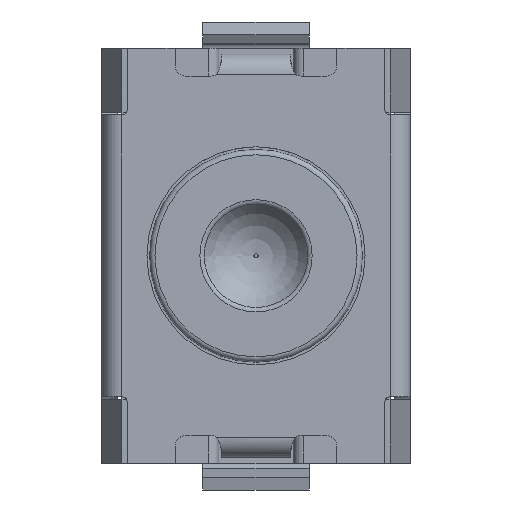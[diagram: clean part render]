
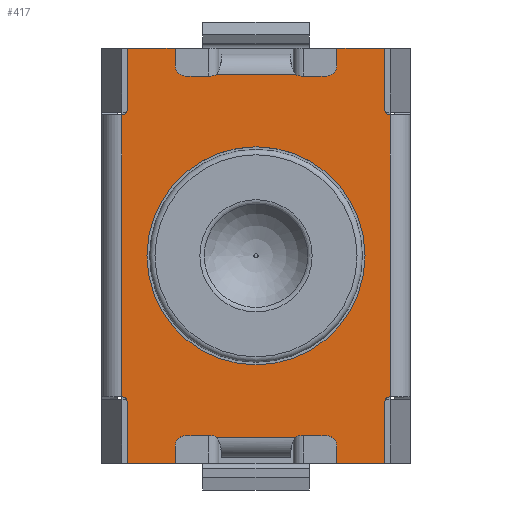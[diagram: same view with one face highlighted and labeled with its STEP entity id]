
A CAD part, top view. The second image highlights one B-rep face of the part: STEP entity #417.
In plain terms, the highlighted planar face has unit normal (0, 0, 1).
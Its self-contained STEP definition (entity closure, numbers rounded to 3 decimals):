
#417=ADVANCED_FACE('',(#2912,#2914),#2916,.T.);
#2912=FACE_BOUND('',#2913,.T.);
#2913=EDGE_LOOP('',(#4914,#4915,#4916,#4917,#4918,#4919,#4920,#4921,#4922,#4923,
#4924,#4925,#4926,#4927,#4928,#4929,#4930,#4931,#4932,#4933,#4934,#4935,#4936,#4937,
#4938,#4939,#4940,#4941,#4942,#4943,#4944,#4945));
#2914=FACE_BOUND('',#2915,.T.);
#2915=EDGE_LOOP('',(#4946));
#2916=PLANE('',#2917);
#2917=AXIS2_PLACEMENT_3D('',#2918,#2919,#2920);
#2918=CARTESIAN_POINT('',(0.,0.,1.5));
#2919=DIRECTION('',(0.,0.,1.));
#2920=DIRECTION('',(1.,0.,0.));
#4914=ORIENTED_EDGE('',*,*,#6291,.T.);
#4915=ORIENTED_EDGE('',*,*,#6217,.T.);
#4916=ORIENTED_EDGE('',*,*,#6219,.T.);
#4917=ORIENTED_EDGE('',*,*,#6221,.T.);
#4918=ORIENTED_EDGE('',*,*,#6223,.T.);
#4919=ORIENTED_EDGE('',*,*,#6225,.T.);
#4920=ORIENTED_EDGE('',*,*,#6227,.T.);
#4921=ORIENTED_EDGE('',*,*,#6229,.T.);
#4922=ORIENTED_EDGE('',*,*,#6292,.T.);
#4923=ORIENTED_EDGE('',*,*,#6234,.T.);
#4924=ORIENTED_EDGE('',*,*,#6237,.T.);
#4925=ORIENTED_EDGE('',*,*,#6239,.T.);
#4926=ORIENTED_EDGE('',*,*,#6241,.T.);
#4927=ORIENTED_EDGE('',*,*,#6243,.T.);
#4928=ORIENTED_EDGE('',*,*,#6245,.T.);
#4929=ORIENTED_EDGE('',*,*,#6247,.T.);
#4930=ORIENTED_EDGE('',*,*,#6293,.T.);
#4931=ORIENTED_EDGE('',*,*,#6255,.T.);
#4932=ORIENTED_EDGE('',*,*,#6257,.T.);
#4933=ORIENTED_EDGE('',*,*,#6259,.T.);
#4934=ORIENTED_EDGE('',*,*,#6261,.T.);
#4935=ORIENTED_EDGE('',*,*,#6263,.T.);
#4936=ORIENTED_EDGE('',*,*,#6265,.T.);
#4937=ORIENTED_EDGE('',*,*,#6267,.T.);
#4938=ORIENTED_EDGE('',*,*,#6294,.F.);
#4939=ORIENTED_EDGE('',*,*,#6272,.T.);
#4940=ORIENTED_EDGE('',*,*,#6275,.T.);
#4941=ORIENTED_EDGE('',*,*,#6277,.T.);
#4942=ORIENTED_EDGE('',*,*,#6279,.T.);
#4943=ORIENTED_EDGE('',*,*,#6281,.T.);
#4944=ORIENTED_EDGE('',*,*,#6283,.T.);
#4945=ORIENTED_EDGE('',*,*,#6285,.T.);
#4946=ORIENTED_EDGE('',*,*,#6214,.T.);
#6214=EDGE_CURVE('',#6983,#6983,#6984,.F.);
#6217=EDGE_CURVE('',#6985,#6987,#6989,.T.);
#6219=EDGE_CURVE('',#6987,#6990,#6992,.T.);
#6221=EDGE_CURVE('',#6990,#6993,#6995,.T.);
#6223=EDGE_CURVE('',#6993,#6996,#6998,.T.);
#6225=EDGE_CURVE('',#6996,#6999,#7001,.T.);
#6227=EDGE_CURVE('',#6999,#7002,#7004,.T.);
#6229=EDGE_CURVE('',#7002,#7005,#7007,.T.);
#6234=EDGE_CURVE('',#7015,#7013,#7016,.T.);
#6237=EDGE_CURVE('',#7013,#7018,#7020,.T.);
#6239=EDGE_CURVE('',#7018,#7021,#7023,.T.);
#6241=EDGE_CURVE('',#7021,#7024,#7026,.T.);
#6243=EDGE_CURVE('',#7024,#7027,#7029,.T.);
#6245=EDGE_CURVE('',#7027,#7030,#7032,.T.);
#6247=EDGE_CURVE('',#7030,#7033,#7035,.T.);
#6255=EDGE_CURVE('',#7045,#7047,#7049,.T.);
#6257=EDGE_CURVE('',#7047,#7050,#7052,.T.);
#6259=EDGE_CURVE('',#7050,#7053,#7055,.T.);
#6261=EDGE_CURVE('',#7053,#7056,#7058,.T.);
#6263=EDGE_CURVE('',#7056,#7059,#7061,.T.);
#6265=EDGE_CURVE('',#7059,#7062,#7064,.T.);
#6267=EDGE_CURVE('',#7062,#7065,#7067,.T.);
#6272=EDGE_CURVE('',#7075,#7073,#7076,.T.);
#6275=EDGE_CURVE('',#7073,#7078,#7080,.T.);
#6277=EDGE_CURVE('',#7078,#7081,#7083,.T.);
#6279=EDGE_CURVE('',#7081,#7084,#7086,.T.);
#6281=EDGE_CURVE('',#7084,#7087,#7089,.T.);
#6283=EDGE_CURVE('',#7087,#7090,#7092,.T.);
#6285=EDGE_CURVE('',#7090,#7093,#7095,.T.);
#6291=EDGE_CURVE('',#7093,#6985,#7105,.T.);
#6292=EDGE_CURVE('',#7005,#7015,#7106,.T.);
#6293=EDGE_CURVE('',#7033,#7045,#7107,.T.);
#6294=EDGE_CURVE('',#7075,#7065,#7108,.T.);
#6983=VERTEX_POINT('',#8290);
#6984=CIRCLE('',#8291,1.025);
#6985=VERTEX_POINT('',#8295);
#6987=VERTEX_POINT('',#8299);
#6989=CIRCLE('',#8303,0.1);
#6990=VERTEX_POINT('',#8307);
#6992=LINE('',#8311,#8312);
#6993=VERTEX_POINT('',#8314);
#6995=CIRCLE('',#8318,0.1);
#6996=VERTEX_POINT('',#8322);
#6998=LINE('',#8326,#8327);
#6999=VERTEX_POINT('',#8329);
#7001=LINE('',#8333,#8334);
#7002=VERTEX_POINT('',#8336);
#7004=LINE('',#8340,#8341);
#7005=VERTEX_POINT('',#8343);
#7007=CIRCLE('',#8347,0.05);
#7013=VERTEX_POINT('',#8364);
#7015=VERTEX_POINT('',#8368);
#7016=CIRCLE('',#8369,0.05);
#7018=VERTEX_POINT('',#8376);
#7020=LINE('',#8380,#8381);
#7021=VERTEX_POINT('',#8383);
#7023=LINE('',#8387,#8388);
#7024=VERTEX_POINT('',#8390);
#7026=LINE('',#8394,#8395);
#7027=VERTEX_POINT('',#8397);
#7029=CIRCLE('',#8401,0.1);
#7030=VERTEX_POINT('',#8405);
#7032=LINE('',#8409,#8410);
#7033=VERTEX_POINT('',#8412);
#7035=CIRCLE('',#8416,0.1);
#7045=VERTEX_POINT('',#8447);
#7047=VERTEX_POINT('',#8451);
#7049=CIRCLE('',#8455,0.1);
#7050=VERTEX_POINT('',#8459);
#7052=LINE('',#8463,#8464);
#7053=VERTEX_POINT('',#8466);
#7055=CIRCLE('',#8470,0.1);
#7056=VERTEX_POINT('',#8474);
#7058=LINE('',#8478,#8479);
#7059=VERTEX_POINT('',#8481);
#7061=LINE('',#8485,#8486);
#7062=VERTEX_POINT('',#8488);
#7064=LINE('',#8492,#8493);
#7065=VERTEX_POINT('',#8495);
#7067=CIRCLE('',#8499,0.05);
#7073=VERTEX_POINT('',#8516);
#7075=VERTEX_POINT('',#8520);
#7076=CIRCLE('',#8521,0.05);
#7078=VERTEX_POINT('',#8528);
#7080=LINE('',#8532,#8533);
#7081=VERTEX_POINT('',#8535);
#7083=LINE('',#8539,#8540);
#7084=VERTEX_POINT('',#8542);
#7086=LINE('',#8546,#8547);
#7087=VERTEX_POINT('',#8549);
#7089=CIRCLE('',#8553,0.1);
#7090=VERTEX_POINT('',#8557);
#7092=LINE('',#8561,#8562);
#7093=VERTEX_POINT('',#8564);
#7095=CIRCLE('',#8568,0.1);
#7105=LINE('',#8599,#8600);
#7106=LINE('',#8602,#8603);
#7107=LINE('',#8605,#8606);
#7108=LINE('',#8608,#8609);
#8290=CARTESIAN_POINT('',(1.025,0.,1.5));
#8291=AXIS2_PLACEMENT_3D('',#8292,#8293,#8294);
#8292=CARTESIAN_POINT('',(0.,0.,1.5));
#8293=DIRECTION('',(0.,0.,1.));
#8294=DIRECTION('',(1.,0.,0.));
#8295=CARTESIAN_POINT('',(-0.372,1.705,1.5));
#8299=CARTESIAN_POINT('',(-0.425,1.69,1.5));
#8303=AXIS2_PLACEMENT_3D('',#8304,#8305,#8306);
#8304=CARTESIAN_POINT('',(-0.425,1.79,1.5));
#8305=DIRECTION('',(0.,0.,-1.));
#8306=DIRECTION('',(0.527,-0.85,0.));
#8307=CARTESIAN_POINT('',(-0.66,1.69,1.5));
#8311=CARTESIAN_POINT('',(-0.425,1.69,1.5));
#8312=VECTOR('',#8313,1.);
#8313=DIRECTION('',(-1.,0.,0.));
#8314=CARTESIAN_POINT('',(-0.76,1.79,1.5));
#8318=AXIS2_PLACEMENT_3D('',#8319,#8320,#8321);
#8319=CARTESIAN_POINT('',(-0.66,1.79,1.5));
#8320=DIRECTION('',(0.,0.,-1.));
#8321=DIRECTION('',(0.,-1.,0.));
#8322=CARTESIAN_POINT('',(-0.76,1.95,1.5));
#8326=CARTESIAN_POINT('',(-0.76,1.79,1.5));
#8327=VECTOR('',#8328,1.);
#8328=DIRECTION('',(0.,1.,0.));
#8329=CARTESIAN_POINT('',(-1.21,1.95,1.5));
#8333=CARTESIAN_POINT('',(-0.76,1.95,1.5));
#8334=VECTOR('',#8335,1.);
#8335=DIRECTION('',(-1.,0.,0.));
#8336=CARTESIAN_POINT('',(-1.21,1.375,1.5));
#8340=CARTESIAN_POINT('',(-1.21,1.95,1.5));
#8341=VECTOR('',#8342,1.);
#8342=DIRECTION('',(0.,-1.,0.));
#8343=CARTESIAN_POINT('',(-1.26,1.325,1.5));
#8347=AXIS2_PLACEMENT_3D('',#8348,#8349,#8350);
#8348=CARTESIAN_POINT('',(-1.26,1.375,1.5));
#8349=DIRECTION('',(0.,0.,-1.));
#8350=DIRECTION('',(1.,0.,0.));
#8364=CARTESIAN_POINT('',(-1.21,-1.375,1.5));
#8368=CARTESIAN_POINT('',(-1.26,-1.325,1.5));
#8369=AXIS2_PLACEMENT_3D('',#8370,#8371,#8372);
#8370=CARTESIAN_POINT('',(-1.26,-1.375,1.5));
#8371=DIRECTION('',(0.,0.,-1.));
#8372=DIRECTION('',(0.,1.,0.));
#8376=CARTESIAN_POINT('',(-1.21,-1.95,1.5));
#8380=CARTESIAN_POINT('',(-1.21,-1.375,1.5));
#8381=VECTOR('',#8382,1.);
#8382=DIRECTION('',(0.,-1.,0.));
#8383=CARTESIAN_POINT('',(-0.76,-1.95,1.5));
#8387=CARTESIAN_POINT('',(-1.21,-1.95,1.5));
#8388=VECTOR('',#8389,1.);
#8389=DIRECTION('',(1.,0.,0.));
#8390=CARTESIAN_POINT('',(-0.76,-1.79,1.5));
#8394=CARTESIAN_POINT('',(-0.76,-1.95,1.5));
#8395=VECTOR('',#8396,1.);
#8396=DIRECTION('',(0.,1.,0.));
#8397=CARTESIAN_POINT('',(-0.66,-1.69,1.5));
#8401=AXIS2_PLACEMENT_3D('',#8402,#8403,#8404);
#8402=CARTESIAN_POINT('',(-0.66,-1.79,1.5));
#8403=DIRECTION('',(0.,0.,-1.));
#8404=DIRECTION('',(-1.,0.,0.));
#8405=CARTESIAN_POINT('',(-0.425,-1.69,1.5));
#8409=CARTESIAN_POINT('',(-0.66,-1.69,1.5));
#8410=VECTOR('',#8411,1.);
#8411=DIRECTION('',(1.,0.,0.));
#8412=CARTESIAN_POINT('',(-0.372,-1.705,1.5));
#8416=AXIS2_PLACEMENT_3D('',#8417,#8418,#8419);
#8417=CARTESIAN_POINT('',(-0.425,-1.79,1.5));
#8418=DIRECTION('',(0.,0.,-1.));
#8419=DIRECTION('',(0.,1.,0.));
#8447=CARTESIAN_POINT('',(0.372,-1.705,1.5));
#8451=CARTESIAN_POINT('',(0.425,-1.69,1.5));
#8455=AXIS2_PLACEMENT_3D('',#8456,#8457,#8458);
#8456=CARTESIAN_POINT('',(0.425,-1.79,1.5));
#8457=DIRECTION('',(0.,0.,-1.));
#8458=DIRECTION('',(-0.527,0.85,0.));
#8459=CARTESIAN_POINT('',(0.66,-1.69,1.5));
#8463=CARTESIAN_POINT('',(0.425,-1.69,1.5));
#8464=VECTOR('',#8465,1.);
#8465=DIRECTION('',(1.,0.,0.));
#8466=CARTESIAN_POINT('',(0.76,-1.79,1.5));
#8470=AXIS2_PLACEMENT_3D('',#8471,#8472,#8473);
#8471=CARTESIAN_POINT('',(0.66,-1.79,1.5));
#8472=DIRECTION('',(0.,0.,-1.));
#8473=DIRECTION('',(0.,1.,0.));
#8474=CARTESIAN_POINT('',(0.76,-1.95,1.5));
#8478=CARTESIAN_POINT('',(0.76,-1.79,1.5));
#8479=VECTOR('',#8480,1.);
#8480=DIRECTION('',(0.,-1.,0.));
#8481=CARTESIAN_POINT('',(1.21,-1.95,1.5));
#8485=CARTESIAN_POINT('',(0.76,-1.95,1.5));
#8486=VECTOR('',#8487,1.);
#8487=DIRECTION('',(1.,0.,0.));
#8488=CARTESIAN_POINT('',(1.21,-1.375,1.5));
#8492=CARTESIAN_POINT('',(1.21,-1.95,1.5));
#8493=VECTOR('',#8494,1.);
#8494=DIRECTION('',(0.,1.,0.));
#8495=CARTESIAN_POINT('',(1.26,-1.325,1.5));
#8499=AXIS2_PLACEMENT_3D('',#8500,#8501,#8502);
#8500=CARTESIAN_POINT('',(1.26,-1.375,1.5));
#8501=DIRECTION('',(0.,0.,-1.));
#8502=DIRECTION('',(-1.,0.,0.));
#8516=CARTESIAN_POINT('',(1.21,1.375,1.5));
#8520=CARTESIAN_POINT('',(1.26,1.325,1.5));
#8521=AXIS2_PLACEMENT_3D('',#8522,#8523,#8524);
#8522=CARTESIAN_POINT('',(1.26,1.375,1.5));
#8523=DIRECTION('',(0.,0.,-1.));
#8524=DIRECTION('',(0.,-1.,0.));
#8528=CARTESIAN_POINT('',(1.21,1.95,1.5));
#8532=CARTESIAN_POINT('',(1.21,1.375,1.5));
#8533=VECTOR('',#8534,1.);
#8534=DIRECTION('',(0.,1.,0.));
#8535=CARTESIAN_POINT('',(0.76,1.95,1.5));
#8539=CARTESIAN_POINT('',(1.21,1.95,1.5));
#8540=VECTOR('',#8541,1.);
#8541=DIRECTION('',(-1.,0.,0.));
#8542=CARTESIAN_POINT('',(0.76,1.79,1.5));
#8546=CARTESIAN_POINT('',(0.76,1.95,1.5));
#8547=VECTOR('',#8548,1.);
#8548=DIRECTION('',(0.,-1.,0.));
#8549=CARTESIAN_POINT('',(0.66,1.69,1.5));
#8553=AXIS2_PLACEMENT_3D('',#8554,#8555,#8556);
#8554=CARTESIAN_POINT('',(0.66,1.79,1.5));
#8555=DIRECTION('',(0.,0.,-1.));
#8556=DIRECTION('',(1.,0.,0.));
#8557=CARTESIAN_POINT('',(0.425,1.69,1.5));
#8561=CARTESIAN_POINT('',(0.66,1.69,1.5));
#8562=VECTOR('',#8563,1.);
#8563=DIRECTION('',(-1.,0.,0.));
#8564=CARTESIAN_POINT('',(0.372,1.705,1.5));
#8568=AXIS2_PLACEMENT_3D('',#8569,#8570,#8571);
#8569=CARTESIAN_POINT('',(0.425,1.79,1.5));
#8570=DIRECTION('',(0.,0.,-1.));
#8571=DIRECTION('',(0.,-1.,0.));
#8599=CARTESIAN_POINT('',(0.372,1.705,1.5));
#8600=VECTOR('',#8601,1.);
#8601=DIRECTION('',(-1.,0.,0.));
#8602=CARTESIAN_POINT('',(-1.26,1.325,1.5));
#8603=VECTOR('',#8604,1.);
#8604=DIRECTION('',(0.,-1.,0.));
#8605=CARTESIAN_POINT('',(-0.372,-1.705,1.5));
#8606=VECTOR('',#8607,1.);
#8607=DIRECTION('',(1.,0.,0.));
#8608=CARTESIAN_POINT('',(1.26,1.325,1.5));
#8609=VECTOR('',#8610,1.);
#8610=DIRECTION('',(0.,-1.,0.));
